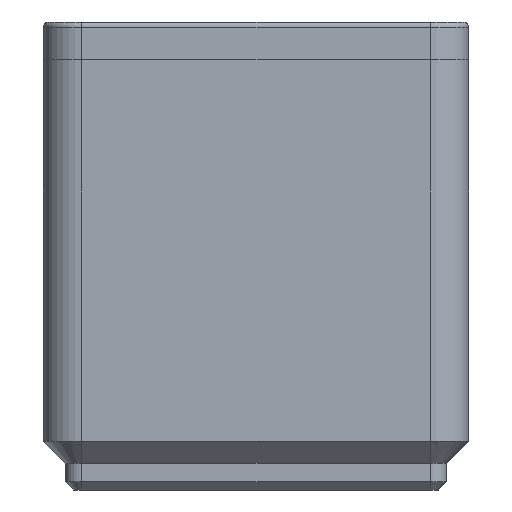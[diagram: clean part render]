
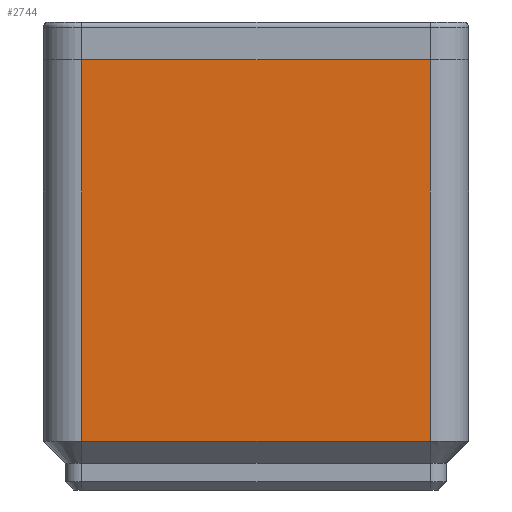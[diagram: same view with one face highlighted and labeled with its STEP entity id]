
A CAD part, left-side view. The second image highlights one B-rep face of the part: STEP entity #2744.
In plain terms, the highlighted planar face has unit normal (-1, 0, 0).
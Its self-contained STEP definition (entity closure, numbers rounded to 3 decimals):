
#2456 = VERTEX_POINT('',#2457);
#2457 = CARTESIAN_POINT('',(-20.75,17.,0.));
#2504 = EDGE_CURVE('',#2505,#2456,#2507,.T.);
#2505 = VERTEX_POINT('',#2506);
#2506 = CARTESIAN_POINT('',(-20.75,-17.,0.));
#2507 = LINE('',#2508,#2509);
#2508 = CARTESIAN_POINT('',(-20.75,-17.,0.));
#2509 = VECTOR('',#2510,1.);
#2510 = DIRECTION('',(0.,1.,0.));
#2701 = EDGE_CURVE('',#2702,#2456,#2704,.T.);
#2702 = VERTEX_POINT('',#2703);
#2703 = CARTESIAN_POINT('',(-20.75,17.,-37.25));
#2704 = LINE('',#2705,#2706);
#2705 = CARTESIAN_POINT('',(-20.75,17.,-37.25));
#2706 = VECTOR('',#2707,1.);
#2707 = DIRECTION('',(0.,0.,1.));
#2744 = ADVANCED_FACE('',(#2745),#2763,.T.);
#2745 = FACE_BOUND('',#2746,.T.);
#2746 = EDGE_LOOP('',(#2747,#2755,#2756,#2757));
#2747 = ORIENTED_EDGE('',*,*,#2748,.T.);
#2748 = EDGE_CURVE('',#2749,#2505,#2751,.T.);
#2749 = VERTEX_POINT('',#2750);
#2750 = CARTESIAN_POINT('',(-20.75,-17.,-37.25));
#2751 = LINE('',#2752,#2753);
#2752 = CARTESIAN_POINT('',(-20.75,-17.,-37.25));
#2753 = VECTOR('',#2754,1.);
#2754 = DIRECTION('',(0.,0.,1.));
#2755 = ORIENTED_EDGE('',*,*,#2504,.T.);
#2756 = ORIENTED_EDGE('',*,*,#2701,.F.);
#2757 = ORIENTED_EDGE('',*,*,#2758,.F.);
#2758 = EDGE_CURVE('',#2749,#2702,#2759,.T.);
#2759 = LINE('',#2760,#2761);
#2760 = CARTESIAN_POINT('',(-20.75,-17.,-37.25));
#2761 = VECTOR('',#2762,1.);
#2762 = DIRECTION('',(0.,1.,0.));
#2763 = PLANE('',#2764);
#2764 = AXIS2_PLACEMENT_3D('',#2765,#2766,#2767);
#2765 = CARTESIAN_POINT('',(-20.75,-17.,-37.25));
#2766 = DIRECTION('',(-1.,0.,0.));
#2767 = DIRECTION('',(0.,1.,0.));
